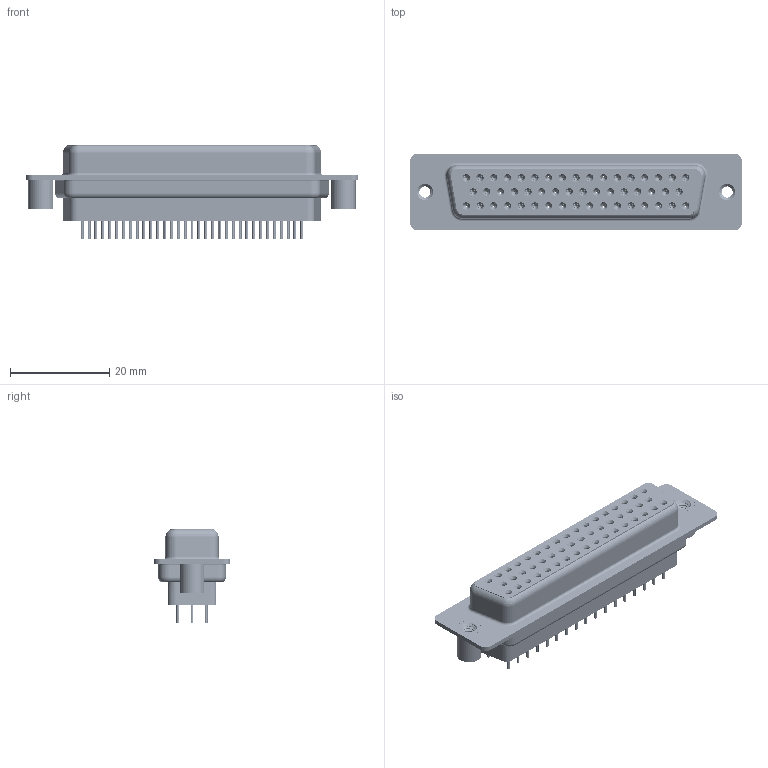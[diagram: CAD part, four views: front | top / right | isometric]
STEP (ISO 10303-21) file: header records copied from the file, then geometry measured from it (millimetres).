
FILE_DESCRIPTION (( 'STEP AP203' ), '1' );
FILE_NAME ('628-050-228-069.STEP', '2020-07-21T01:28:00', ( '' ), ( '' ), 'SwSTEP 2.0', 'SolidWorks 2020', '' );
FILE_SCHEMA (( 'CONFIG_CONTROL_DESIGN' ));
Length unit declared in the file: millimetre
Products named in the file (8): 628 Housing_50 FF; 628-050-228-069; 628 Shell Rear_50 Contacts; 628 Contact Row 1_28L; 628 Contact Row 3_28L; 628 4-40 Threaded Standoff BS; 628 Shell Front_50 Contacts; 628 Contact Row 2_28L
Assembly tree (55 placements, depth 2):
  628-050-228-069
    628 Housing_50 FF
    628 Shell Front_50 Contacts
    628 Shell Rear_50 Contacts
    628 Contact Row 1_28L  x17
    628 Contact Row 2_28L  x16
    628 Contact Row 3_28L  x17
    628 4-40 Threaded Standoff BS  x2
Bounding box: 67 x 15.4 x 18.8 mm (x, y, z)
Volume: 7945 mm3; surface area: 17621.5 mm2
Topology: 56 solids, 56 shells, 6762 faces, 17276 edges, 10737 vertices
Faces by surface type: cylinder 1912, plane 1623, torus 1357, bspline 1006, cone 864
Entity records: 46843 total; most frequent: CARTESIAN_POINT 12172, DIRECTION 7248, ORIENTED_EDGE 6472, EDGE_CURVE 3236, AXIS2_PLACEMENT_3D 3057, VERTEX_POINT 2057, EDGE_LOOP 1727, CIRCLE 1708
